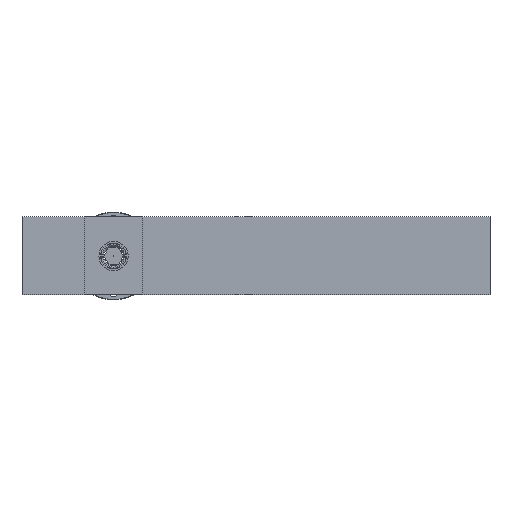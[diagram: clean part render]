
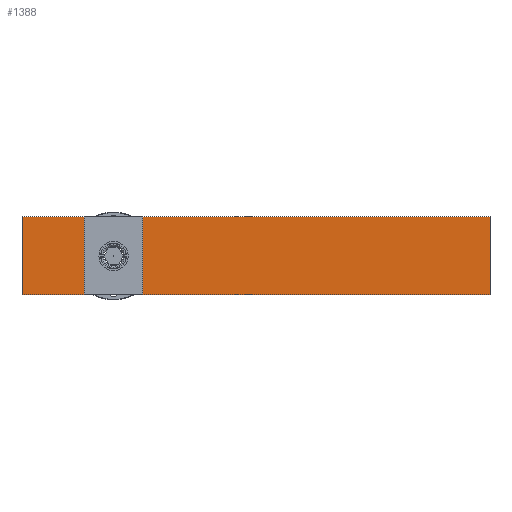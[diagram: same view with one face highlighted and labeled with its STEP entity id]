
A CAD part, left-side view. The second image highlights one B-rep face of the part: STEP entity #1388.
In plain terms, the highlighted face is planar.
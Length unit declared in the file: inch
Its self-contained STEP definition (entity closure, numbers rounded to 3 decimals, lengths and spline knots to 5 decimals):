
#130=LINE('',#2195,#202);
#136=LINE('',#2207,#208);
#137=LINE('',#2209,#209);
#138=LINE('',#2210,#210);
#202=VECTOR('',#1728,12.);
#208=VECTOR('',#1738,2.);
#209=VECTOR('',#1739,12.);
#210=VECTOR('',#1740,2.);
#270=PLANE('',#1515);
#318=FACE_BOUND('',#507,.T.);
#401=FACE_OUTER_BOUND('',#506,.T.);
#506=EDGE_LOOP('',(#1072,#1073,#1074,#1075));
#507=EDGE_LOOP('',(#1076));
#678=CIRCLE('',#1506,0.375);
#758=VERTEX_POINT('',#2166);
#769=VERTEX_POINT('',#2192);
#770=VERTEX_POINT('',#2194);
#774=VERTEX_POINT('',#2206);
#775=VERTEX_POINT('',#2208);
#898=EDGE_CURVE('',#758,#758,#678,.T.);
#910=EDGE_CURVE('',#769,#770,#130,.T.);
#916=EDGE_CURVE('',#769,#774,#136,.T.);
#917=EDGE_CURVE('',#774,#775,#137,.T.);
#918=EDGE_CURVE('',#770,#775,#138,.T.);
#1072=ORIENTED_EDGE('',*,*,#916,.T.);
#1073=ORIENTED_EDGE('',*,*,#917,.T.);
#1074=ORIENTED_EDGE('',*,*,#918,.F.);
#1075=ORIENTED_EDGE('',*,*,#910,.F.);
#1076=ORIENTED_EDGE('',*,*,#898,.T.);
#1388=ADVANCED_FACE('',(#401,#318),#270,.T.);
#1506=AXIS2_PLACEMENT_3D('',#2167,#1704,#1705);
#1515=AXIS2_PLACEMENT_3D('',#2205,#1736,#1737);
#1704=DIRECTION('center_axis',(0.,-1.,0.));
#1705=DIRECTION('ref_axis',(1.,0.,0.));
#1728=DIRECTION('',(0.,0.,1.));
#1736=DIRECTION('center_axis',(0.,1.,0.));
#1737=DIRECTION('ref_axis',(-1.,0.,0.));
#1738=DIRECTION('',(-1.,0.,0.));
#1739=DIRECTION('',(0.,0.,1.));
#1740=DIRECTION('',(-1.,0.,0.));
#2166=CARTESIAN_POINT('',(1.26517,1.,2.08208));
#2167=CARTESIAN_POINT('Origin',(1.,1.,2.34724));
#2192=CARTESIAN_POINT('',(2.,1.,0.));
#2194=CARTESIAN_POINT('',(2.,1.,12.));
#2195=CARTESIAN_POINT('',(2.,1.,0.));
#2205=CARTESIAN_POINT('Origin',(1.,1.,0.));
#2206=CARTESIAN_POINT('',(0.,1.,0.));
#2207=CARTESIAN_POINT('',(2.,1.,0.));
#2208=CARTESIAN_POINT('',(0.,1.,12.));
#2209=CARTESIAN_POINT('',(0.,1.,0.));
#2210=CARTESIAN_POINT('',(2.,1.,12.));
